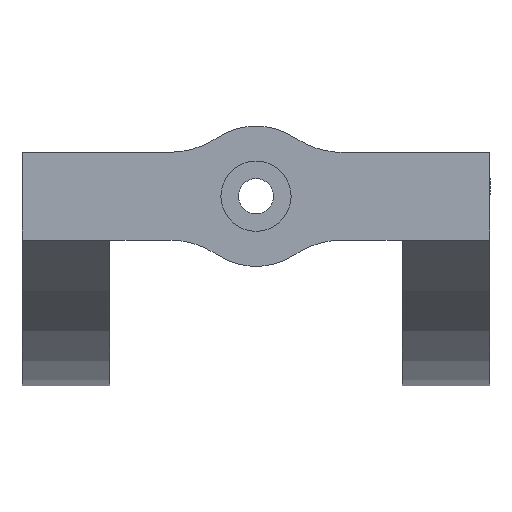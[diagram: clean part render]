
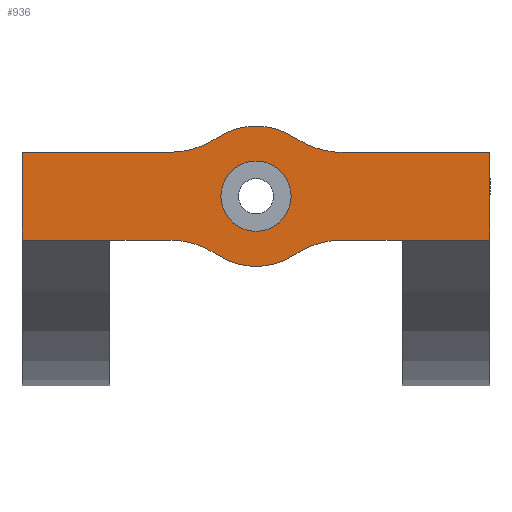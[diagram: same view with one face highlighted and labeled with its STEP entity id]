
A CAD part, front view. The second image highlights one B-rep face of the part: STEP entity #936.
In plain terms, the highlighted free-form (B-spline) face has degree [1, 1] with [2, 2] control points.
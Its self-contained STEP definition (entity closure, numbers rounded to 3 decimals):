
#13=CIRCLE('',#966,6.);
#14=CIRCLE('',#967,6.);
#21=CIRCLE('',#974,3.);
#49=CIRCLE('',#1002,3.);
#102=LINE('',#1667,#174);
#123=LINE('',#1787,#195);
#129=LINE('',#1801,#201);
#133=LINE('',#1821,#205);
#135=LINE('',#1831,#207);
#145=LINE('',#1872,#217);
#146=LINE('',#1873,#218);
#147=LINE('',#1874,#219);
#174=VECTOR('',#1067,1000.);
#195=VECTOR('',#1108,1000.);
#201=VECTOR('',#1118,1000.);
#205=VECTOR('',#1128,1000.);
#207=VECTOR('',#1130,1000.);
#217=VECTOR('',#1146,1000.);
#218=VECTOR('',#1147,1000.);
#219=VECTOR('',#1148,1000.);
#396=ORIENTED_EDGE('',*,*,#622,.T.);
#397=ORIENTED_EDGE('',*,*,#502,.T.);
#398=ORIENTED_EDGE('',*,*,#505,.F.);
#399=ORIENTED_EDGE('',*,*,#498,.T.);
#400=ORIENTED_EDGE('',*,*,#623,.T.);
#401=ORIENTED_EDGE('',*,*,#609,.T.);
#402=ORIENTED_EDGE('',*,*,#600,.F.);
#403=ORIENTED_EDGE('',*,*,#624,.F.);
#404=ORIENTED_EDGE('',*,*,#508,.T.);
#405=ORIENTED_EDGE('',*,*,#514,.F.);
#406=ORIENTED_EDGE('',*,*,#512,.T.);
#407=ORIENTED_EDGE('',*,*,#561,.F.);
#408=ORIENTED_EDGE('',*,*,#592,.T.);
#409=ORIENTED_EDGE('',*,*,#607,.T.);
#410=ORIENTED_EDGE('',*,*,#547,.F.);
#411=ORIENTED_EDGE('',*,*,#625,.F.);
#498=EDGE_CURVE('',#635,#634,#721,.F.);
#502=EDGE_CURVE('',#639,#638,#723,.F.);
#505=EDGE_CURVE('',#635,#638,#13,.T.);
#508=EDGE_CURVE('',#643,#642,#725,.F.);
#512=EDGE_CURVE('',#647,#646,#727,.F.);
#514=EDGE_CURVE('',#647,#642,#14,.T.);
#547=EDGE_CURVE('',#675,#673,#21,.T.);
#561=EDGE_CURVE('',#686,#646,#102,.T.);
#592=EDGE_CURVE('',#686,#707,#123,.T.);
#600=EDGE_CURVE('',#710,#711,#129,.T.);
#607=EDGE_CURVE('',#707,#715,#133,.T.);
#609=EDGE_CURVE('',#716,#711,#135,.T.);
#622=EDGE_CURVE('',#715,#639,#145,.T.);
#623=EDGE_CURVE('',#634,#716,#146,.T.);
#624=EDGE_CURVE('',#643,#710,#147,.T.);
#625=EDGE_CURVE('',#673,#675,#49,.T.);
#634=VERTEX_POINT('',#1187);
#635=VERTEX_POINT('',#1196);
#638=VERTEX_POINT('',#1225);
#639=VERTEX_POINT('',#1234);
#642=VERTEX_POINT('',#1273);
#643=VERTEX_POINT('',#1282);
#646=VERTEX_POINT('',#1311);
#647=VERTEX_POINT('',#1320);
#673=VERTEX_POINT('',#1610);
#675=VERTEX_POINT('',#1614);
#686=VERTEX_POINT('',#1668);
#707=VERTEX_POINT('',#1785);
#710=VERTEX_POINT('',#1800);
#711=VERTEX_POINT('',#1802);
#715=VERTEX_POINT('',#1820);
#716=VERTEX_POINT('',#1832);
#721=B_SPLINE_CURVE_WITH_KNOTS('',5,(#1188,#1189,#1190,#1191,#1192,#1193,
#1194,#1195),.UNSPECIFIED.,.F.,.F.,(6,2,6),(0.,0.5,1.),.UNSPECIFIED.);
#723=B_SPLINE_CURVE_WITH_KNOTS('',5,(#1226,#1227,#1228,#1229,#1230,#1231,
#1232,#1233),.UNSPECIFIED.,.F.,.F.,(6,2,6),(0.,0.5,1.),.UNSPECIFIED.);
#725=B_SPLINE_CURVE_WITH_KNOTS('',5,(#1274,#1275,#1276,#1277,#1278,#1279,
#1280,#1281),.UNSPECIFIED.,.F.,.F.,(6,2,6),(0.,0.5,1.),.UNSPECIFIED.);
#727=B_SPLINE_CURVE_WITH_KNOTS('',5,(#1312,#1313,#1314,#1315,#1316,#1317,
#1318,#1319),.UNSPECIFIED.,.F.,.F.,(6,2,6),(0.,0.5,1.),.UNSPECIFIED.);
#789=EDGE_LOOP('',(#396,#397,#398,#399,#400,#401,#402,#403,#404,#405,#406,
#407,#408,#409));
#790=EDGE_LOOP('',(#410,#411));
#853=FACE_BOUND('',#789,.T.);
#854=FACE_BOUND('',#790,.T.);
#890=B_SPLINE_SURFACE_WITH_KNOTS('',1,1,((#1868,#1869),(#1870,#1871)),
 .PLANE_SURF.,.F.,.F.,.F.,(2,2),(2,2),(0.,1.),(0.,1.),.UNSPECIFIED.);
#936=ADVANCED_FACE('',(#853,#854),#890,.T.);
#966=AXIS2_PLACEMENT_3D('',#1245,#1013,#1014);
#967=AXIS2_PLACEMENT_3D('',#1330,#1019,#1020);
#974=AXIS2_PLACEMENT_3D('',#1615,#1043,#1044);
#1002=AXIS2_PLACEMENT_3D('',#1875,#1149,#1150);
#1013=DIRECTION('',(0.,1.,0.));
#1014=DIRECTION('',(-1.,0.,0.));
#1019=DIRECTION('',(0.,1.,0.));
#1020=DIRECTION('',(-1.,0.,0.));
#1043=DIRECTION('',(0.,-1.,0.));
#1044=DIRECTION('',(-1.,0.,0.));
#1067=DIRECTION('',(1.,0.,0.));
#1108=DIRECTION('',(0.,0.,-1.));
#1118=DIRECTION('',(0.,0.,-1.));
#1128=DIRECTION('',(1.,0.,0.));
#1130=DIRECTION('',(1.,0.,0.));
#1146=DIRECTION('',(1.,0.,0.));
#1147=DIRECTION('',(1.,0.,0.));
#1148=DIRECTION('',(1.,0.,0.));
#1149=DIRECTION('',(0.,-1.,0.));
#1150=DIRECTION('',(-1.,0.,0.));
#1187=CARTESIAN_POINT('',(7.462,0.,-3.75));
#1188=CARTESIAN_POINT('',(7.462,0.,-3.75));
#1189=CARTESIAN_POINT('',(7.123,0.,-3.75));
#1190=CARTESIAN_POINT('',(6.784,0.,-3.75));
#1191=CARTESIAN_POINT('',(5.82,0.,-3.872));
#1192=CARTESIAN_POINT('',(4.792,0.,-4.143));
#1193=CARTESIAN_POINT('',(3.743,0.,-4.706));
#1194=CARTESIAN_POINT('',(3.49,0.,-4.885));
#1195=CARTESIAN_POINT('',(3.317,0.,-5.));
#1196=CARTESIAN_POINT('',(3.317,0.,-5.));
#1225=CARTESIAN_POINT('',(-3.317,0.,-5.));
#1226=CARTESIAN_POINT('',(-3.317,0.,-5.));
#1227=CARTESIAN_POINT('',(-3.49,0.,-4.885));
#1228=CARTESIAN_POINT('',(-3.743,0.,-4.706));
#1229=CARTESIAN_POINT('',(-4.792,0.,-4.143));
#1230=CARTESIAN_POINT('',(-5.82,0.,-3.872));
#1231=CARTESIAN_POINT('',(-6.784,0.,-3.75));
#1232=CARTESIAN_POINT('',(-7.123,0.,-3.75));
#1233=CARTESIAN_POINT('',(-7.462,0.,-3.75));
#1234=CARTESIAN_POINT('',(-7.462,0.,-3.75));
#1245=CARTESIAN_POINT('',(0.,0.,0.));
#1273=CARTESIAN_POINT('',(3.317,0.,5.));
#1274=CARTESIAN_POINT('',(3.317,0.,5.));
#1275=CARTESIAN_POINT('',(3.49,0.,4.885));
#1276=CARTESIAN_POINT('',(3.743,0.,4.706));
#1277=CARTESIAN_POINT('',(4.792,0.,4.143));
#1278=CARTESIAN_POINT('',(5.82,0.,3.872));
#1279=CARTESIAN_POINT('',(6.784,0.,3.75));
#1280=CARTESIAN_POINT('',(7.123,0.,3.75));
#1281=CARTESIAN_POINT('',(7.462,0.,3.75));
#1282=CARTESIAN_POINT('',(7.462,0.,3.75));
#1311=CARTESIAN_POINT('',(-7.462,0.,3.75));
#1312=CARTESIAN_POINT('',(-7.462,0.,3.75));
#1313=CARTESIAN_POINT('',(-7.123,0.,3.75));
#1314=CARTESIAN_POINT('',(-6.784,0.,3.75));
#1315=CARTESIAN_POINT('',(-5.82,0.,3.872));
#1316=CARTESIAN_POINT('',(-4.792,0.,4.143));
#1317=CARTESIAN_POINT('',(-3.743,0.,4.706));
#1318=CARTESIAN_POINT('',(-3.49,0.,4.885));
#1319=CARTESIAN_POINT('',(-3.317,0.,5.));
#1320=CARTESIAN_POINT('',(-3.317,0.,5.));
#1330=CARTESIAN_POINT('',(0.,0.,0.));
#1610=CARTESIAN_POINT('',(3.,0.,0.));
#1614=CARTESIAN_POINT('',(-3.,0.,0.));
#1615=CARTESIAN_POINT('',(0.,0.,0.));
#1667=CARTESIAN_POINT('',(-12.5,0.,3.75));
#1668=CARTESIAN_POINT('',(-20.,0.,3.75));
#1785=CARTESIAN_POINT('',(-20.,0.,-3.75));
#1787=CARTESIAN_POINT('',(-20.,0.,0.));
#1800=CARTESIAN_POINT('',(20.,0.,3.75));
#1801=CARTESIAN_POINT('',(20.,0.,0.));
#1802=CARTESIAN_POINT('',(20.,0.,-3.75));
#1820=CARTESIAN_POINT('',(-12.5,0.,-3.75));
#1821=CARTESIAN_POINT('',(0.,0.,-3.75));
#1831=CARTESIAN_POINT('',(12.5,0.,-3.75));
#1832=CARTESIAN_POINT('',(12.5,0.,-3.75));
#1868=CARTESIAN_POINT('',(22.,0.,6.679));
#1869=CARTESIAN_POINT('',(22.,0.,-6.679));
#1870=CARTESIAN_POINT('',(-22.,0.,6.679));
#1871=CARTESIAN_POINT('',(-22.,0.,-6.679));
#1872=CARTESIAN_POINT('',(0.,0.,-3.75));
#1873=CARTESIAN_POINT('',(0.,0.,-3.75));
#1874=CARTESIAN_POINT('',(-12.5,0.,3.75));
#1875=CARTESIAN_POINT('',(0.,0.,0.));
